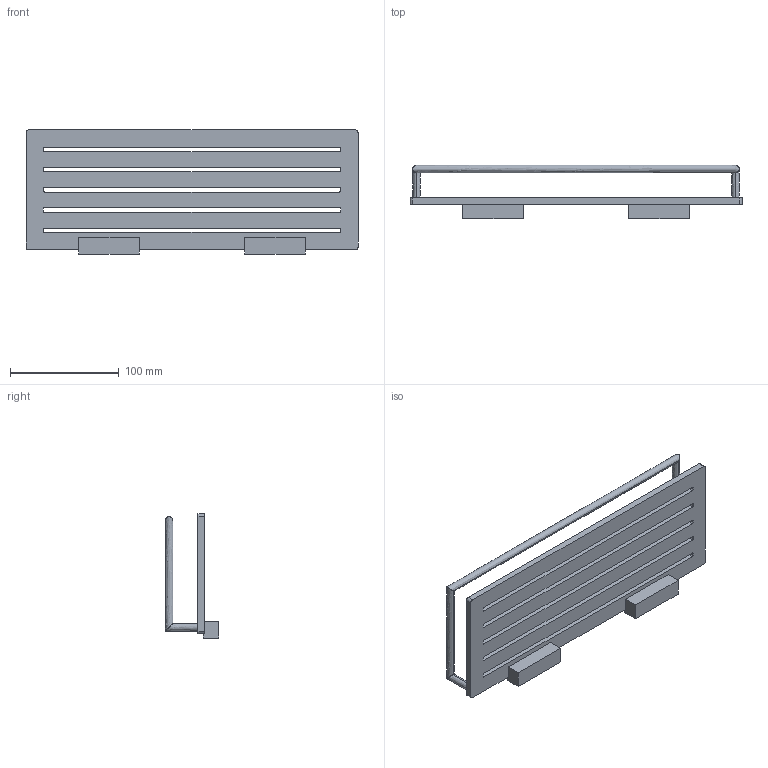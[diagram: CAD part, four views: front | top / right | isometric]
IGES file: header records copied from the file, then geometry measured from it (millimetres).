
Start section:  PTC IGES file: 28502.igs
Global section: file name: 28502.igs; native system: Creo Parametric by PTC Inc.; preprocessor: 2025093; author: SwamiS; organization: Unknown; date: 20251204.173230; units: inch
Bounding box: 304.8 x 49 x 114.02 mm (x, y, z)
Surface area: 94039 mm2 (no closed solid volume)
Topology: 0 solids, 0 shells, 72 faces, 412 edges, 412 vertices
Faces by surface type: bspline 38, revolution 34
